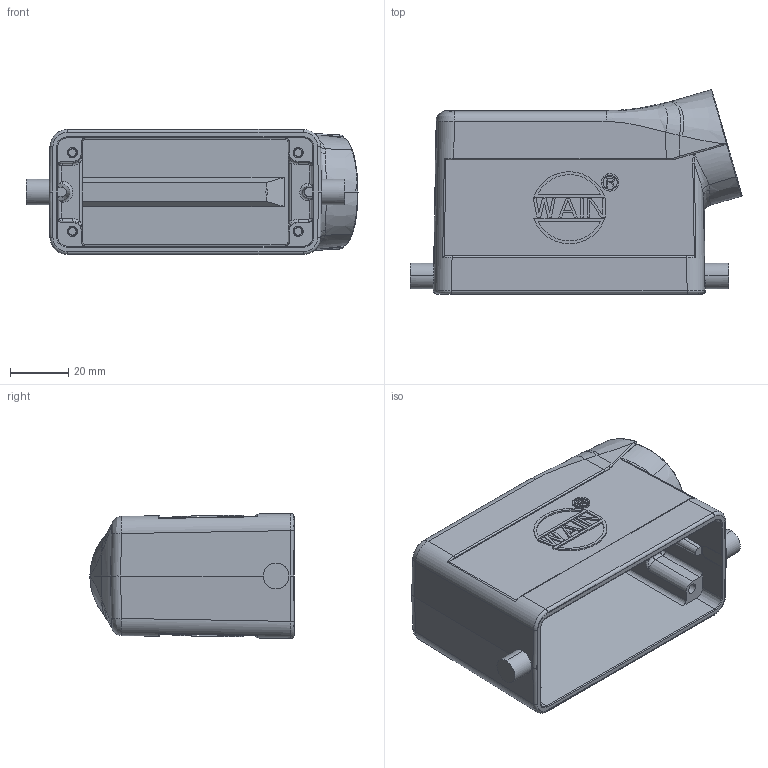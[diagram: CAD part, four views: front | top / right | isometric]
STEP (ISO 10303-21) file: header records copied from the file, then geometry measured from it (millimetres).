
FILE_DESCRIPTION((''),'2;1');
FILE_NAME('3D_1110165151003_H16B-SE-2B-M25','2020-04-22T',('lian.chen'),(''),'PRO/ENGINEER BY PARAMETRIC TECHNOLOGY CORPORATION, 2012480','PRO/ENGINEER BY PARAMETRIC TECHNOLOGY CORPORATION, 2012480','');
FILE_SCHEMA(('AUTOMOTIVE_DESIGN { 1 0 10303 214 1 1 1 1 }'));
Length unit declared in the file: millimetre
Products named in the file (1): 3D_1110165151003_H16B-SE-2B-M25
Bounding box: 114.01 x 70.13 x 42.96 mm (x, y, z)
Volume: 68105.4 mm3; surface area: 40803.9 mm2
Topology: 1 solids, 1 shells, 423 faces, 1055 edges, 668 vertices
Faces by surface type: plane 240, cylinder 82, bspline 36, cone 28, torus 27, extrusion 8, sphere 2
Entity records: 15428 total; most frequent: CARTESIAN_POINT 5563, ORIENTED_EDGE 2106, DIRECTION 1866, EDGE_CURVE 1053, VECTOR 694, LINE 686, VERTEX_POINT 668, AXIS2_PLACEMENT_3D 586
